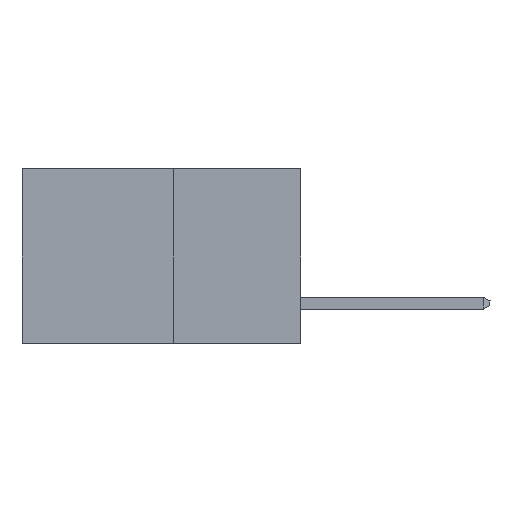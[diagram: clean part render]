
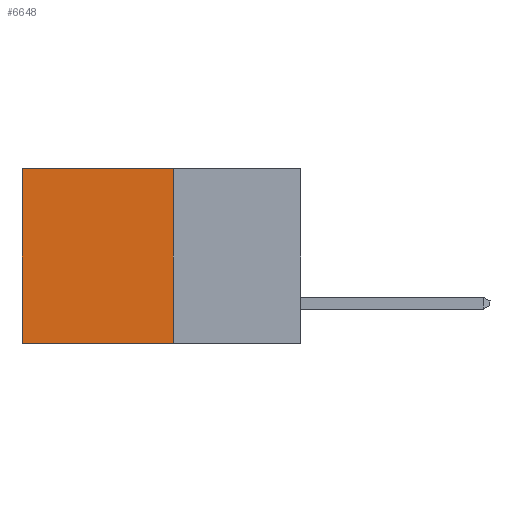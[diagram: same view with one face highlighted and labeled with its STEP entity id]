
A CAD part, left-side view. The second image highlights one B-rep face of the part: STEP entity #6648.
In plain terms, the highlighted planar face has unit normal (-1, 0, 0).
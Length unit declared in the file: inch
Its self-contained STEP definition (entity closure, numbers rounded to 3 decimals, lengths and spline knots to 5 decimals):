
#338 = DIRECTION ( 'NONE',  ( 0., 0., -1. ) ) ;
#385 = EDGE_CURVE ( 'NONE', #13608, #1859, #17557, .T. ) ;
#1725 = LINE ( 'NONE', #15167, #17198 ) ;
#1859 = VERTEX_POINT ( 'NONE', #12566 ) ;
#1867 = FACE_OUTER_BOUND ( 'NONE', #12446, .T. ) ;
#2429 = DIRECTION ( 'NONE',  ( 0., 0., -1. ) ) ;
#3188 = DIRECTION ( 'NONE',  ( 0., 0., -1. ) ) ;
#3234 = DIRECTION ( 'NONE',  ( 1., 0., 0. ) ) ;
#3257 = PLANE ( 'NONE',  #4928 ) ;
#3742 = CARTESIAN_POINT ( 'NONE',  ( 0.277, 0.27, -0.37 ) ) ;
#4285 = ORIENTED_EDGE ( 'NONE', *, *, #19747, .F. ) ;
#4316 = EDGE_CURVE ( 'NONE', #5980, #10531, #1725, .T. ) ;
#4928 = AXIS2_PLACEMENT_3D ( 'NONE', #3742, #3234, #3188 ) ;
#5055 = CARTESIAN_POINT ( 'NONE',  ( 0.277, 0.59, -0.37 ) ) ;
#5759 = ORIENTED_EDGE ( 'NONE', *, *, #385, .T. ) ;
#5980 = VERTEX_POINT ( 'NONE', #17104 ) ;
#6512 = LINE ( 'NONE', #9951, #18701 ) ;
#6648 = ADVANCED_FACE ( 'NONE', ( #1867 ), #3257, .F. ) ;
#6918 = VECTOR ( 'NONE', #338, 39.37008 ) ;
#9429 = VECTOR ( 'NONE', #13282, 39.37008 ) ;
#9463 = DIRECTION ( 'NONE',  ( 0., 1., 0. ) ) ;
#9951 = CARTESIAN_POINT ( 'NONE',  ( 0.277, 0.27, -0.37 ) ) ;
#10141 = ORIENTED_EDGE ( 'NONE', *, *, #11118, .T. ) ;
#10531 = VERTEX_POINT ( 'NONE', #5055 ) ;
#11118 = EDGE_CURVE ( 'NONE', #1859, #10531, #11140, .T. ) ;
#11140 = LINE ( 'NONE', #14332, #6918 ) ;
#12446 = EDGE_LOOP ( 'NONE', ( #10141, #15181, #4285, #5759 ) ) ;
#12566 = CARTESIAN_POINT ( 'NONE',  ( 0.277, 0.59, 0. ) ) ;
#13282 = DIRECTION ( 'NONE',  ( 0., 1., 0. ) ) ;
#13608 = VERTEX_POINT ( 'NONE', #17958 ) ;
#14332 = CARTESIAN_POINT ( 'NONE',  ( 0.277, 0.59, -0.37 ) ) ;
#15167 = CARTESIAN_POINT ( 'NONE',  ( 0.277, 0.27, -0.37 ) ) ;
#15181 = ORIENTED_EDGE ( 'NONE', *, *, #4316, .F. ) ;
#17104 = CARTESIAN_POINT ( 'NONE',  ( 0.277, 0.27, -0.37 ) ) ;
#17198 = VECTOR ( 'NONE', #9463, 39.37008 ) ;
#17516 = CARTESIAN_POINT ( 'NONE',  ( 0.277, 0.27, 0. ) ) ;
#17557 = LINE ( 'NONE', #17516, #9429 ) ;
#17958 = CARTESIAN_POINT ( 'NONE',  ( 0.277, 0.27, 0. ) ) ;
#18701 = VECTOR ( 'NONE', #2429, 39.37008 ) ;
#19747 = EDGE_CURVE ( 'NONE', #13608, #5980, #6512, .T. ) ;
